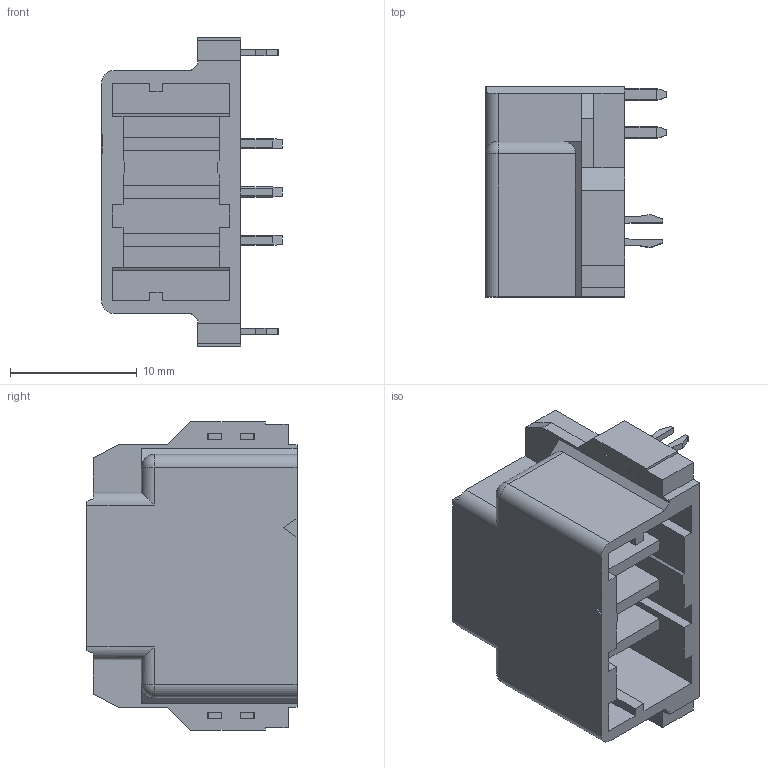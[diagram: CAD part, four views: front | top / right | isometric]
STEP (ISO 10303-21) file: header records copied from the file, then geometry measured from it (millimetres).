
FILE_DESCRIPTION(('CoCreate Modeling STEP Export'),'2;1');
FILE_NAME('FX30B-3S-3.81DS.stp','2013-11-01T15:58:44',(''),(''),'CoCreate Modeling STEP processor for AP214 (Solid Model)','CoCreate Modeling 17.0 01-Apr-2010 (C) Parametric Technology GmbH','');
FILE_SCHEMA(('AUTOMOTIVE_DESIGN { 1 0 10303 214 1 1 1 1 }'));
Length unit declared in the file: millimetre
Products named in the file (1): FX30B-3S-3.81DS
Bounding box: 14.3 x 16.6 x 24.37 mm (x, y, z)
Volume: 2182.5 mm3; surface area: 2557.9 mm2
Topology: 1 solids, 1 shells, 240 faces, 655 edges, 430 vertices
Faces by surface type: plane 226, cylinder 12, sphere 2
Entity records: 7701 total; most frequent: CARTESIAN_POINT 1606, ORIENTED_EDGE 1306, DIRECTION 1149, EDGE_CURVE 653, VECTOR 627, LINE 627, VERTEX_POINT 430, AXIS2_PLACEMENT_3D 261
